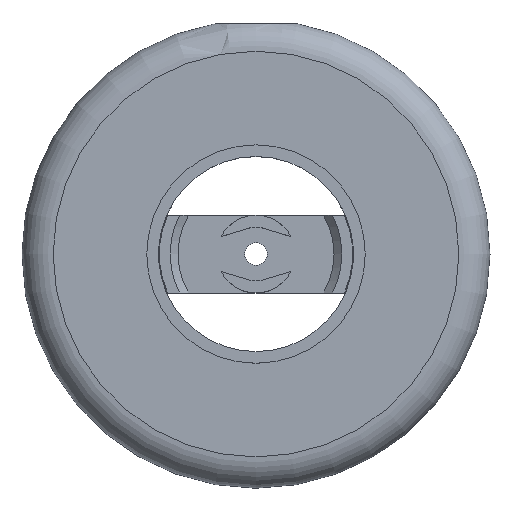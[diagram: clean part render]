
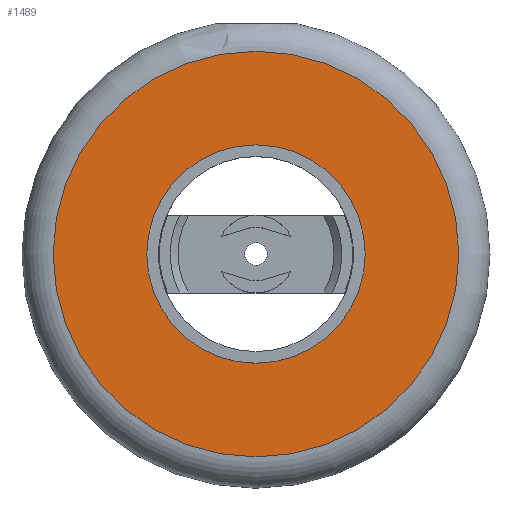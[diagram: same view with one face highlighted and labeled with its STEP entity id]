
A CAD part, top view. The second image highlights one B-rep face of the part: STEP entity #1489.
In plain terms, the highlighted planar face has unit normal (0, 0, 1).
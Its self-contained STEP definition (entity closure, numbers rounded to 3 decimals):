
#29=FACE_BOUND('',#206,.T.);
#63=PLANE('',#1598);
#120=FACE_OUTER_BOUND('',#205,.T.);
#205=EDGE_LOOP('',(#1088));
#206=EDGE_LOOP('',(#1089));
#305=CIRCLE('',#1599,26.);
#306=CIRCLE('',#1600,14.);
#687=VERTEX_POINT('',#2326);
#688=VERTEX_POINT('',#2328);
#850=EDGE_CURVE('',#687,#687,#305,.T.);
#851=EDGE_CURVE('',#688,#688,#306,.T.);
#1088=ORIENTED_EDGE('',*,*,#850,.F.);
#1089=ORIENTED_EDGE('',*,*,#851,.F.);
#1489=ADVANCED_FACE('',(#120,#29),#63,.F.);
#1598=AXIS2_PLACEMENT_3D('',#2325,#1859,#1860);
#1599=AXIS2_PLACEMENT_3D('',#2327,#1861,#1862);
#1600=AXIS2_PLACEMENT_3D('',#2329,#1863,#1864);
#1859=DIRECTION('center_axis',(0.,0.,-1.));
#1860=DIRECTION('ref_axis',(1.,0.,0.));
#1861=DIRECTION('center_axis',(0.,0.,-1.));
#1862=DIRECTION('ref_axis',(1.,0.,0.));
#1863=DIRECTION('center_axis',(0.,0.,1.));
#1864=DIRECTION('ref_axis',(1.,0.,0.));
#2325=CARTESIAN_POINT('Origin',(0.,3.,-34.));
#2326=CARTESIAN_POINT('',(-26.,3.,-34.));
#2327=CARTESIAN_POINT('Origin',(0.,3.,-34.));
#2328=CARTESIAN_POINT('',(-14.,3.,-34.));
#2329=CARTESIAN_POINT('Origin',(0.,3.,-34.));
